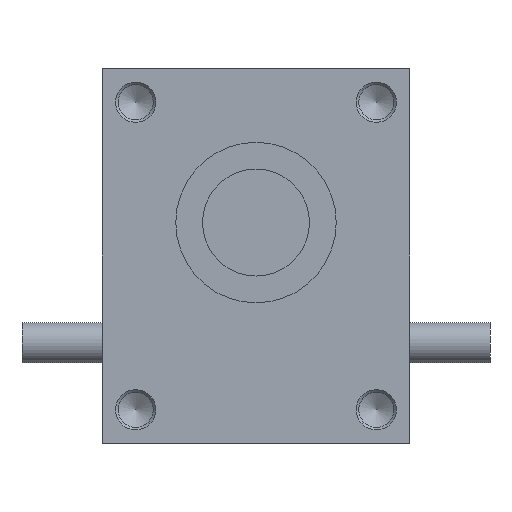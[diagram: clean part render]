
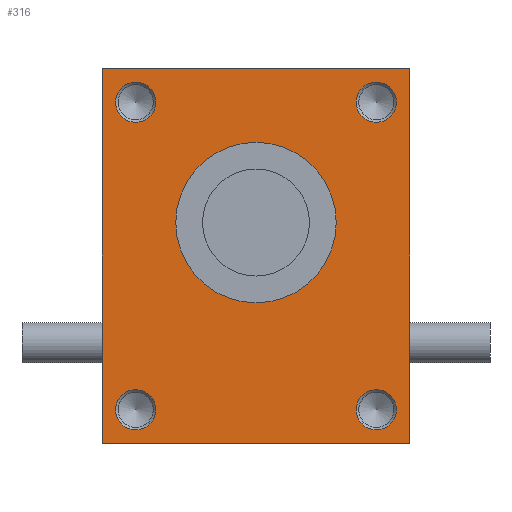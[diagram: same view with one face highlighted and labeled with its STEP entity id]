
A CAD part, front view. The second image highlights one B-rep face of the part: STEP entity #316.
In plain terms, the highlighted planar face has unit normal (0, -1, 0).
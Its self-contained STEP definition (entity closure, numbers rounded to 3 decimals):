
#316 = ADVANCED_FACE( '', ( #770, #771, #772, #773, #774, #775 ), #776, .F. );
#770 = FACE_BOUND( '', #1473, .T. );
#771 = FACE_BOUND( '', #1474, .T. );
#772 = FACE_BOUND( '', #1475, .T. );
#773 = FACE_BOUND( '', #1476, .T. );
#774 = FACE_BOUND( '', #1477, .T. );
#775 = FACE_OUTER_BOUND( '', #1478, .T. );
#776 = PLANE( '', #1479 );
#1473 = EDGE_LOOP( '', ( #2210 ) );
#1474 = EDGE_LOOP( '', ( #2211 ) );
#1475 = EDGE_LOOP( '', ( #2212 ) );
#1476 = EDGE_LOOP( '', ( #2213 ) );
#1477 = EDGE_LOOP( '', ( #2214 ) );
#1478 = EDGE_LOOP( '', ( #2215, #2216, #2217, #2218 ) );
#1479 = AXIS2_PLACEMENT_3D( '', #2219, #2220, #2221 );
#2210 = ORIENTED_EDGE( '', *, *, #3756, .F. );
#2211 = ORIENTED_EDGE( '', *, *, #3757, .F. );
#2212 = ORIENTED_EDGE( '', *, *, #3758, .F. );
#2213 = ORIENTED_EDGE( '', *, *, #3702, .F. );
#2214 = ORIENTED_EDGE( '', *, *, #3759, .T. );
#2215 = ORIENTED_EDGE( '', *, *, #3760, .T. );
#2216 = ORIENTED_EDGE( '', *, *, #3761, .F. );
#2217 = ORIENTED_EDGE( '', *, *, #3762, .F. );
#2218 = ORIENTED_EDGE( '', *, *, #3763, .T. );
#2219 = CARTESIAN_POINT( '', ( -115., -88., 140. ) );
#2220 = DIRECTION( '', ( 0., 1., 0. ) );
#2221 = DIRECTION( '', ( 0., 0., 1. ) );
#3702 = EDGE_CURVE( '', #4312, #4312, #4313, .T. );
#3756 = EDGE_CURVE( '', #4402, #4402, #4403, .T. );
#3757 = EDGE_CURVE( '', #4404, #4404, #4405, .T. );
#3758 = EDGE_CURVE( '', #4406, #4406, #4407, .T. );
#3759 = EDGE_CURVE( '', #4408, #4408, #4409, .T. );
#3760 = EDGE_CURVE( '', #4410, #4411, #4412, .T. );
#3761 = EDGE_CURVE( '', #4413, #4411, #4414, .T. );
#3762 = EDGE_CURVE( '', #4415, #4413, #4416, .T. );
#3763 = EDGE_CURVE( '', #4415, #4410, #4417, .T. );
#4312 = VERTEX_POINT( '', #5190 );
#4313 = CIRCLE( '', #5191, 15. );
#4402 = VERTEX_POINT( '', #5302 );
#4403 = CIRCLE( '', #5303, 15. );
#4404 = VERTEX_POINT( '', #5304 );
#4405 = CIRCLE( '', #5305, 15. );
#4406 = VERTEX_POINT( '', #5306 );
#4407 = CIRCLE( '', #5307, 15. );
#4408 = VERTEX_POINT( '', #5308 );
#4409 = CIRCLE( '', #5309, 60. );
#4410 = VERTEX_POINT( '', #5310 );
#4411 = VERTEX_POINT( '', #5311 );
#4412 = LINE( '', #5312, #5313 );
#4413 = VERTEX_POINT( '', #5314 );
#4414 = LINE( '', #5315, #5316 );
#4415 = VERTEX_POINT( '', #5317 );
#4416 = LINE( '', #5318, #5319 );
#4417 = LINE( '', #5320, #5321 );
#5190 = CARTESIAN_POINT( '', ( 90., -88., -130. ) );
#5191 = AXIS2_PLACEMENT_3D( '', #6379, #6380, #6381 );
#5302 = CARTESIAN_POINT( '', ( -90., -88., -130. ) );
#5303 = AXIS2_PLACEMENT_3D( '', #6449, #6450, #6451 );
#5304 = CARTESIAN_POINT( '', ( -90., -88., 100. ) );
#5305 = AXIS2_PLACEMENT_3D( '', #6452, #6453, #6454 );
#5306 = CARTESIAN_POINT( '', ( 90., -88., 100. ) );
#5307 = AXIS2_PLACEMENT_3D( '', #6455, #6456, #6457 );
#5308 = CARTESIAN_POINT( '', ( 60., -88., 25. ) );
#5309 = AXIS2_PLACEMENT_3D( '', #6458, #6459, #6460 );
#5310 = CARTESIAN_POINT( '', ( -115., -88., -140. ) );
#5311 = CARTESIAN_POINT( '', ( 115., -88., -140. ) );
#5312 = CARTESIAN_POINT( '', ( -115., -88., -140. ) );
#5313 = VECTOR( '', #6461, 1000. );
#5314 = CARTESIAN_POINT( '', ( 115., -88., 140. ) );
#5315 = CARTESIAN_POINT( '', ( 115., -88., 140. ) );
#5316 = VECTOR( '', #6462, 1000. );
#5317 = CARTESIAN_POINT( '', ( -115., -88., 140. ) );
#5318 = CARTESIAN_POINT( '', ( -115., -88., 140. ) );
#5319 = VECTOR( '', #6463, 1000. );
#5320 = CARTESIAN_POINT( '', ( -115., -88., 140. ) );
#5321 = VECTOR( '', #6464, 1000. );
#6379 = CARTESIAN_POINT( '', ( 90., -88., -115. ) );
#6380 = DIRECTION( '', ( 0., -1., 0. ) );
#6381 = DIRECTION( '', ( 0., 0., -1. ) );
#6449 = CARTESIAN_POINT( '', ( -90., -88., -115. ) );
#6450 = DIRECTION( '', ( 0., -1., 0. ) );
#6451 = DIRECTION( '', ( 0., 0., -1. ) );
#6452 = CARTESIAN_POINT( '', ( -90., -88., 115. ) );
#6453 = DIRECTION( '', ( 0., -1., 0. ) );
#6454 = DIRECTION( '', ( 0., 0., -1. ) );
#6455 = CARTESIAN_POINT( '', ( 90., -88., 115. ) );
#6456 = DIRECTION( '', ( 0., -1., 0. ) );
#6457 = DIRECTION( '', ( 0., 0., -1. ) );
#6458 = CARTESIAN_POINT( '', ( 0., -88., 25. ) );
#6459 = DIRECTION( '', ( 0., 1., 0. ) );
#6460 = DIRECTION( '', ( 1., 0., 0. ) );
#6461 = DIRECTION( '', ( 1., 0., 0. ) );
#6462 = DIRECTION( '', ( 0., 0., -1. ) );
#6463 = DIRECTION( '', ( 1., 0., 0. ) );
#6464 = DIRECTION( '', ( 0., 0., -1. ) );
